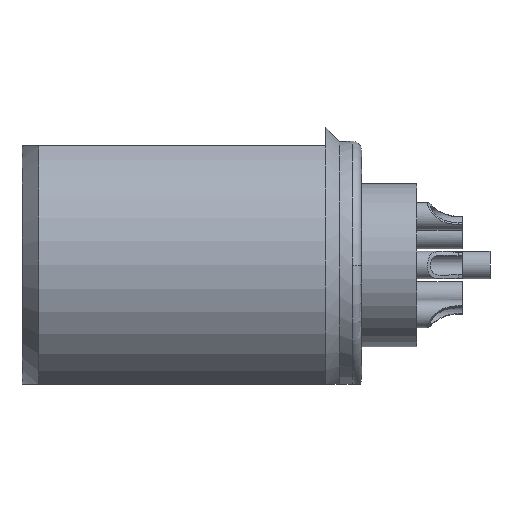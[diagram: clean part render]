
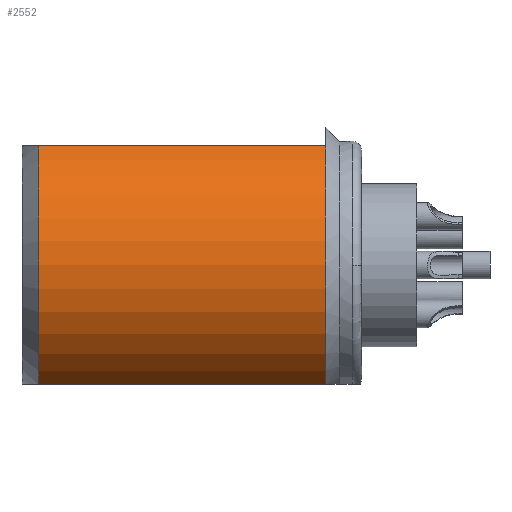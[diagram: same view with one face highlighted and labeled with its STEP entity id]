
A CAD part, front view. The second image highlights one B-rep face of the part: STEP entity #2552.
In plain terms, the highlighted cylindrical face has radius 7.5 mm (diameter 15 mm), a partial arc.
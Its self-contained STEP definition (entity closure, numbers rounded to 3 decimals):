
#288=CARTESIAN_POINT('',(3.55,0.,0.));
#289=DIRECTION('',(1.,0.,0.));
#290=DIRECTION('',(0.,-0.499,0.867));
#291=AXIS2_PLACEMENT_3D('',#288,#289,#290);
#293=DIRECTION('',(1.,0.,0.));
#294=VECTOR('',#293,15.65);
#295=CARTESIAN_POINT('',(-12.1,-3.742,-6.5));
#296=LINE('',#295,#294);
#297=DIRECTION('',(1.,0.,0.));
#298=VECTOR('',#297,15.65);
#299=CARTESIAN_POINT('',(-12.1,-3.742,6.5));
#300=LINE('',#299,#298);
#301=CARTESIAN_POINT('',(-12.1,0.,0.));
#302=DIRECTION('',(1.,0.,0.));
#303=DIRECTION('',(0.,-0.499,0.867));
#304=AXIS2_PLACEMENT_3D('',#301,#302,#303);
#1936=CARTESIAN_POINT('',(-12.1,-3.742,6.5));
#1937=CARTESIAN_POINT('',(3.55,-3.742,6.5));
#1938=VERTEX_POINT('',#1936);
#1939=VERTEX_POINT('',#1937);
#1940=CARTESIAN_POINT('',(-12.1,-3.742,-6.5));
#1941=CARTESIAN_POINT('',(3.55,-3.742,-6.5));
#1942=VERTEX_POINT('',#1940);
#1943=VERTEX_POINT('',#1941);
#2538=CARTESIAN_POINT('',(-13.925,0.,0.));
#2539=DIRECTION('',(1.,0.,0.));
#2540=DIRECTION('',(0.,-1.,0.));
#2541=AXIS2_PLACEMENT_3D('',#2538,#2539,#2540);
#2542=CYLINDRICAL_SURFACE('',#2541,7.5);
#2544=ORIENTED_EDGE('',*,*,#2543,.T.);
#2545=ORIENTED_EDGE('',*,*,#2501,.F.);
#2547=ORIENTED_EDGE('',*,*,#2546,.F.);
#2549=ORIENTED_EDGE('',*,*,#2548,.T.);
#2550=EDGE_LOOP('',(#2544,#2545,#2547,#2549));
#2551=FACE_OUTER_BOUND('',#2550,.F.);
#2552=ADVANCED_FACE('',(#2551),#2542,.T.);
#292=CIRCLE('',#291,7.5);
#305=CIRCLE('',#304,7.5);
#2501=EDGE_CURVE('',#1942,#1943,#296,.T.);
#2543=EDGE_CURVE('',#1939,#1943,#292,.T.);
#2546=EDGE_CURVE('',#1938,#1942,#305,.T.);
#2548=EDGE_CURVE('',#1938,#1939,#300,.T.);
